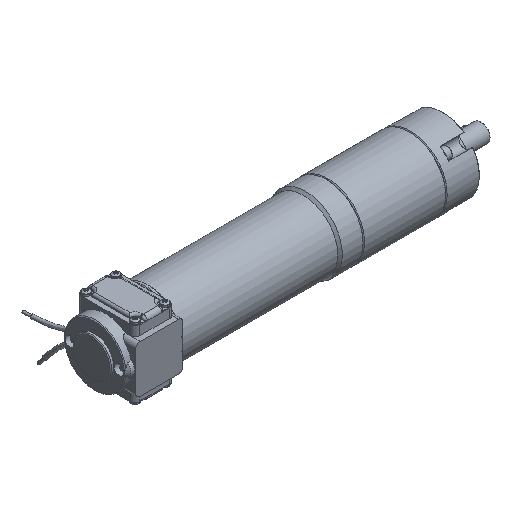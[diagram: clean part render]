
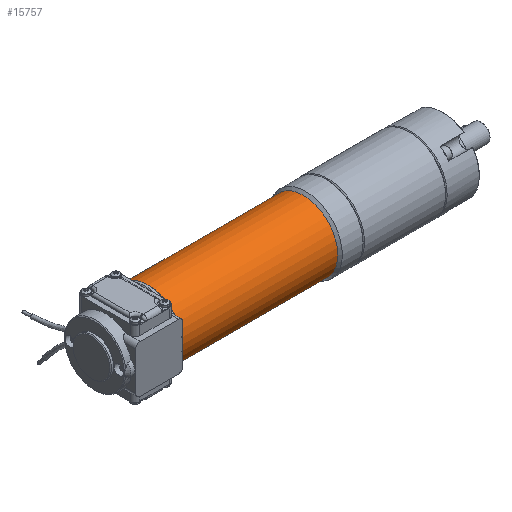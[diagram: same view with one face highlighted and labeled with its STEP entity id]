
A CAD part, isometric view. The second image highlights one B-rep face of the part: STEP entity #15757.
In plain terms, the highlighted cylindrical face has radius 22.5 mm (diameter 45 mm), a full revolution.
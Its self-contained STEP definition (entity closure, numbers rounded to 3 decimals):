
#82 = EDGE_CURVE ( 'NONE', #13851, #13851, #11430, .T. ) ;
#130 = CARTESIAN_POINT ( 'NONE',  ( 101., 0., 0. ) ) ;
#378 = ORIENTED_EDGE ( 'NONE', *, *, #10465, .T. ) ;
#1186 = CARTESIAN_POINT ( 'NONE',  ( -0.499, 0., 22.5 ) ) ;
#1789 = CARTESIAN_POINT ( 'NONE',  ( -0.5, 0., 0. ) ) ;
#2749 = CARTESIAN_POINT ( 'NONE',  ( 101., 0., -22.5 ) ) ;
#2998 = FACE_OUTER_BOUND ( 'NONE', #5640, .T. ) ;
#3757 = ORIENTED_EDGE ( 'NONE', *, *, #82, .F. ) ;
#4442 = AXIS2_PLACEMENT_3D ( 'NONE', #130, #9001, #13958 ) ;
#4613 = AXIS2_PLACEMENT_3D ( 'NONE', #5854, #10794, #15737 ) ;
#5640 = EDGE_LOOP ( 'NONE', ( #3757 ) ) ;
#5832 = EDGE_LOOP ( 'NONE', ( #378 ) ) ;
#5854 = CARTESIAN_POINT ( 'NONE',  ( -0.499, 0., 0. ) ) ;
#6741 = DIRECTION ( 'NONE',  ( 1., 0., 0. ) ) ;
#7939 = FACE_OUTER_BOUND ( 'NONE', #5832, .T. ) ;
#9001 = DIRECTION ( 'NONE',  ( 1., 0., 0. ) ) ;
#10465 = EDGE_CURVE ( 'NONE', #12293, #12293, #11596, .T. ) ;
#10794 = DIRECTION ( 'NONE',  ( 1., 0., 0. ) ) ;
#11430 = CIRCLE ( 'NONE', #4442, 22.5 ) ;
#11596 = CIRCLE ( 'NONE', #4613, 22.5 ) ;
#11678 = DIRECTION ( 'NONE',  ( 0., 0., -1. ) ) ;
#12293 = VERTEX_POINT ( 'NONE', #1186 ) ;
#12884 = CYLINDRICAL_SURFACE ( 'NONE', #14726, 22.5 ) ;
#13851 = VERTEX_POINT ( 'NONE', #2749 ) ;
#13958 = DIRECTION ( 'NONE',  ( 0., 0., -1. ) ) ;
#14726 = AXIS2_PLACEMENT_3D ( 'NONE', #1789, #6741, #11678 ) ;
#15737 = DIRECTION ( 'NONE',  ( 0., 0., 1. ) ) ;
#15757 = ADVANCED_FACE ( 'Defeature ausgef�hrt1_4', ( #2998, #7939 ), #12884, .T. ) ;
